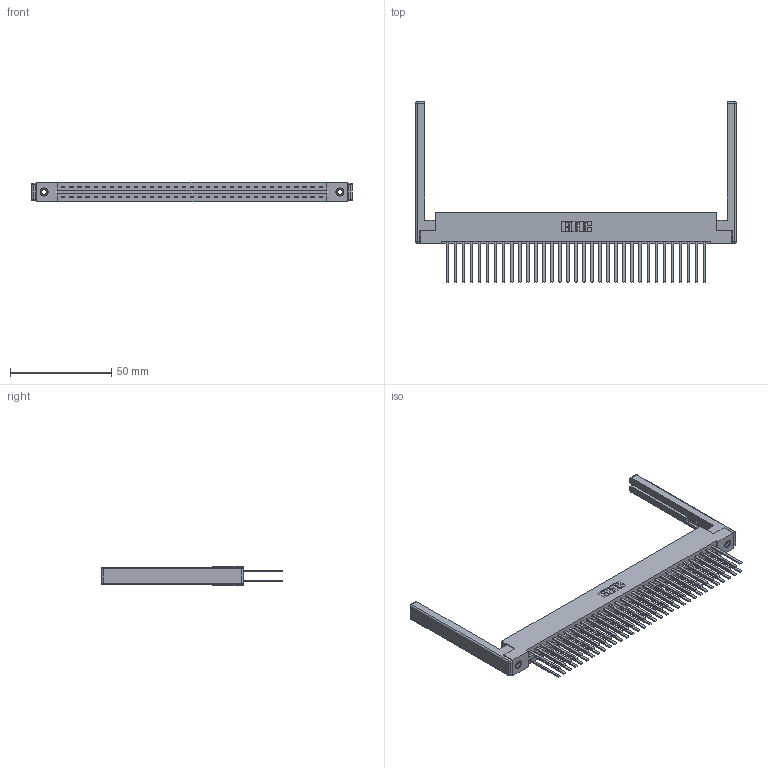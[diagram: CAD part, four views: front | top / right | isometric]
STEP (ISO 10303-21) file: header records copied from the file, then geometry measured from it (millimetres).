
FILE_DESCRIPTION (( 'STEP AP203' ), '1' );
FILE_NAME ('387-066-544-268.STEP', '2019-10-19T19:07:11', ( '' ), ( '' ), 'SwSTEP 2.0', 'SolidWorks 2016', '' );
FILE_SCHEMA (( 'CONFIG_CONTROL_DESIGN' ));
Length unit declared in the file: inch
Products named in the file (5): 307-220-068; 345-250-001_345-250-001-102; 337 Part_Flush Mounting Lugs - 0.156 Dia-TI; 345-292-001_345-293-144; 387-066-544-268
Assembly tree (71 placements, depth 2):
  387-066-544-268
    337 Part_Flush Mounting Lugs - 0.156 Dia-TI
    345-292-001_345-293-144  x66
    345-250-001_345-250-001-102  x2
    307-220-068  x2
Bounding box: 158.19 x 89.03 x 9.4 mm (x, y, z)
Volume: 21861.6 mm3; surface area: 26726.9 mm2
Topology: 71 solids, 71 shells, 3436 faces, 10139 edges, 6650 vertices
Faces by surface type: plane 2402, cylinder 1010, cone 12, sphere 8, torus 4
Entity records: 29326 total; most frequent: CARTESIAN_POINT 4911, ORIENTED_EDGE 4836, DIRECTION 4260, EDGE_CURVE 2418, VECTOR 2244, LINE 2244, VERTEX_POINT 1602, AXIS2_PLACEMENT_3D 1008
